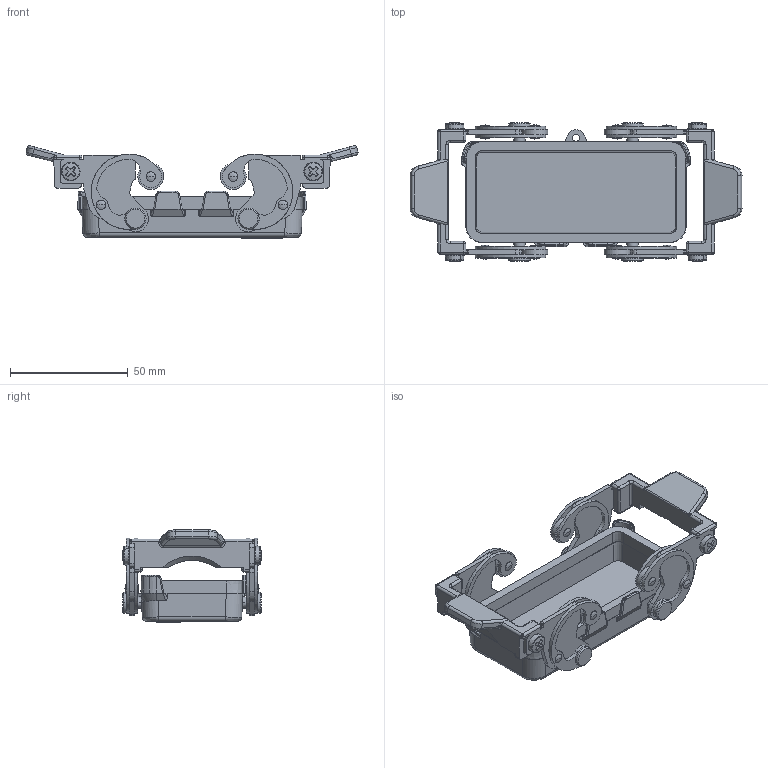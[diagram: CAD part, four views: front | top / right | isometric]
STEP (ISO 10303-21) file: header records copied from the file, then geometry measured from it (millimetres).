
FILE_DESCRIPTION(('Creo Elements/Direct Modeling STEP Export'),'2;1');
FILE_NAME('0ln7uvk5kmkhd504920','2022-09-13T 9:05:41',(''),(''),'Creo Elements/Direct Modeling STEP processor for AP214 (Solid Model)','Creo Elements/Direct Modeling 20.1B 02-Apr-2019 (C) Parametric Technology GmbH','');
FILE_SCHEMA(('AUTOMOTIVE_DESIGN { 1 0 10303 214 1 1 1 1 }'));
Length unit declared in the file: millimetre
Products named in the file (2): CHCR 16 G
Assembly tree (1 placements, depth 2):
  CHCR 16 G
    CHCR 16 G
Bounding box: 140.92 x 58.93 x 39.21 mm (x, y, z)
Volume: 44605 mm3; surface area: 31979 mm2
Topology: 1 solids, 1 shells, 851 faces, 2248 edges, 1376 vertices
Faces by surface type: cylinder 348, plane 301, bspline 68, sphere 56, torus 32, cone 30, extrusion 16
Entity records: 40851 total; most frequent: CARTESIAN_POINT 14080, ORIENTED_EDGE 4392, DIRECTION 3971, EDGE_CURVE 2196, AXIS2_PLACEMENT_3D 1473, VERTEX_POINT 1376, VECTOR 1025, LINE 1009
